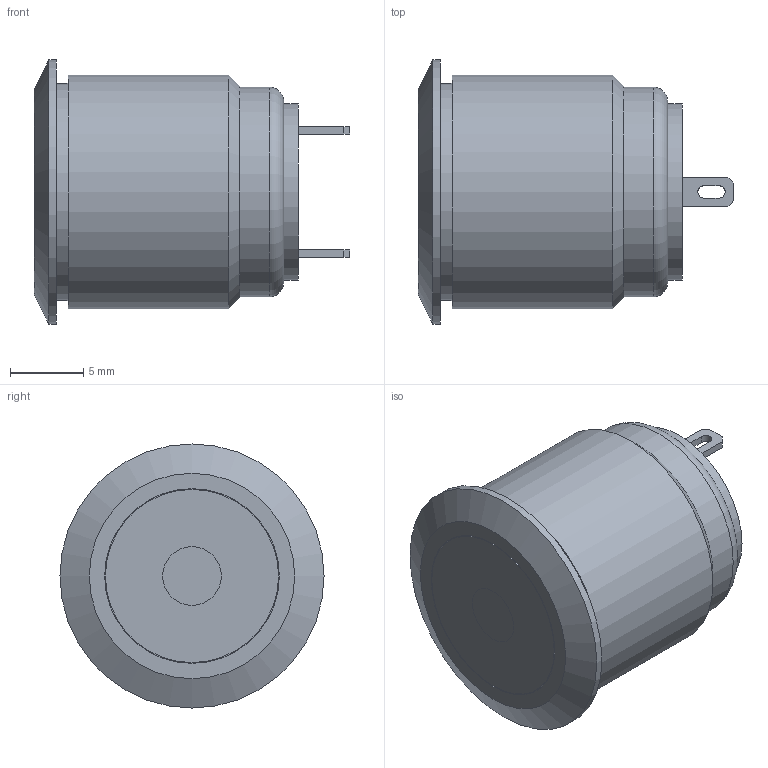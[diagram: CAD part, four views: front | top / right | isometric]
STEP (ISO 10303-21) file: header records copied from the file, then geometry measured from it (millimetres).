
FILE_DESCRIPTION((''),'2;1');
FILE_NAME('PV6F2PXxx-2xx.stp','2017-09-15T10:35:03',('mroman'),(''),'Autodesk Inventor 2012','Autodesk Inventor 2012','');
FILE_SCHEMA(('CONFIG_CONTROL_DESIGN'));
Length unit declared in the file: inch
Products named in the file (1): Part26
Bounding box: 21.5 x 18 x 18 mm (x, y, z)
Volume: 2039.2 mm3; surface area: 2512.5 mm2
Topology: 2 solids, 2 shells, 104 faces, 239 edges, 160 vertices
Faces by surface type: plane 81, cylinder 19, cone 2, torus 2
Full cylindrical faces by diameter (mm): 1.7 x1, 4 x1, 4.8 x1, 11 x1, 11.8 x1, 11.9 x1, 12 x1, 14.3 x1, 14.8 x1, 15.9 x1, 18 x1
Entity records: 2858 total; most frequent: CARTESIAN_POINT 481, DIRECTION 474, ORIENTED_EDGE 440, EDGE_CURVE 220, VECTOR 176, LINE 176, VERTEX_POINT 156, AXIS2_PLACEMENT_3D 149
